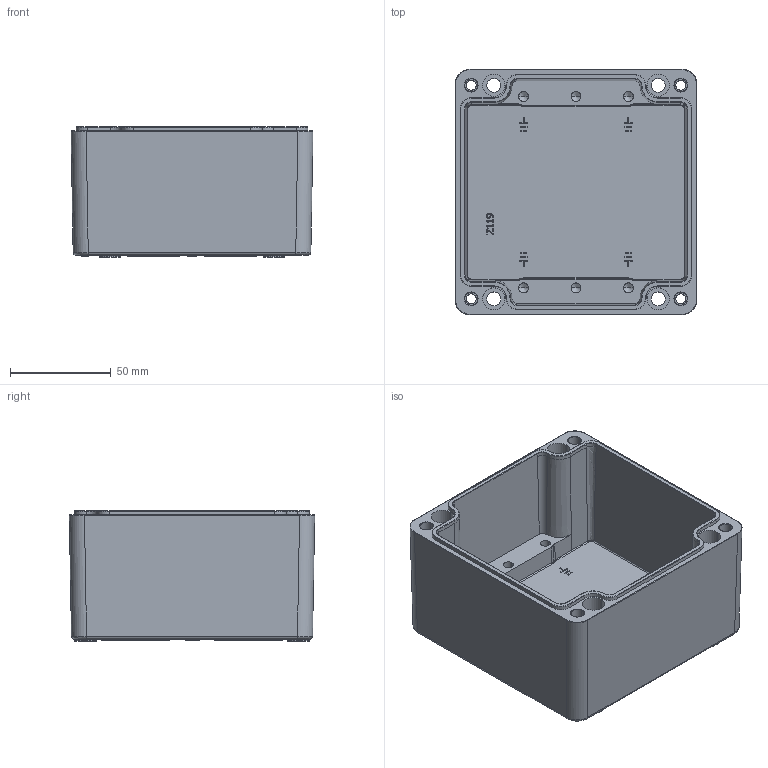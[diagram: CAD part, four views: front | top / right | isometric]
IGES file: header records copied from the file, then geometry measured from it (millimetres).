
Global section: file name: No Iges File Name specified; native system: AutoDesk Inventor R11.0; preprocessor: AutoDesk Inventor Iges Exporter R11.0; author: No Author specified; organization: No Organization specified; date: 20070207.095534; units: millimetre
Bounding box: 120.09 x 121.79 x 64.7 mm (x, y, z)
Volume: 233337.6 mm3; surface area: 95858.9 mm2
Topology: 1 solids, 1 shells, 525 faces, 1309 edges, 820 vertices
Faces by surface type: bspline 219, plane 172, revolution 42, torus 36, cylinder 36, cone 20
